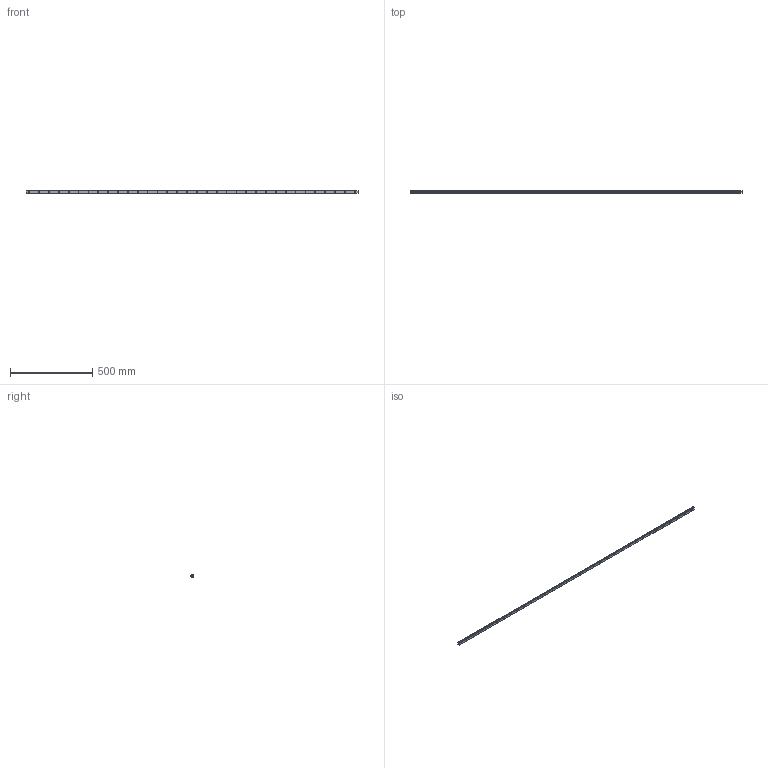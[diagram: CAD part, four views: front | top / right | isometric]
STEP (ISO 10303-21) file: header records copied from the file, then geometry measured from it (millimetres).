
FILE_DESCRIPTION (( 'STEP AP214' ), '1' );
FILE_NAME ('SHS15 2020L G20.STEP', '2021-06-11T09:36:37', ( '' ), ( '' ), 'SwSTEP 2.0', 'SolidWorks 2021', '' );
FILE_SCHEMA (( 'AUTOMOTIVE_DESIGN' ));
Length unit declared in the file: millimetre
Products named in the file (2): _SHS15C202020 Track; SHS15 2020L G20
Assembly tree (1 placements, depth 2):
  SHS15 2020L G20
    _SHS15C202020 Track
Bounding box: 2020 x 13 x 15 mm (x, y, z)
Volume: 326557 mm3; surface area: 121524.1 mm2
Topology: 1 solids, 1 shells, 215 faces, 537 edges, 358 vertices
Faces by surface type: cylinder 159, plane 56
Entity records: 6791 total; most frequent: DIRECTION 1293, CARTESIAN_POINT 1114, ORIENTED_EDGE 1074, EDGE_CURVE 537, AXIS2_PLACEMENT_3D 537, VERTEX_POINT 358, CIRCLE 318, EDGE_LOOP 317
